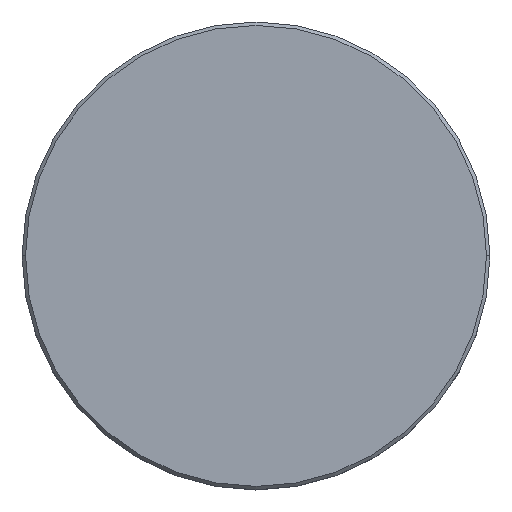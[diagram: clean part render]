
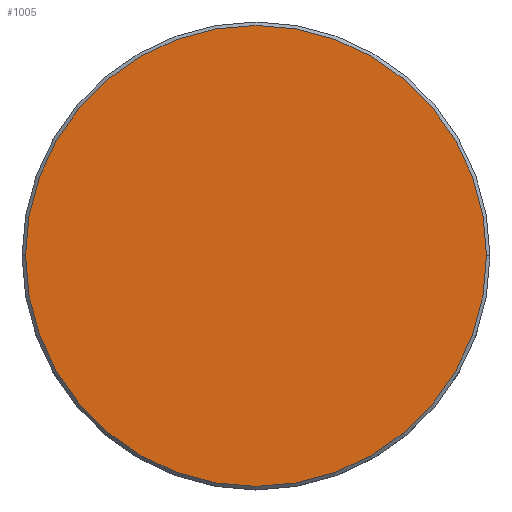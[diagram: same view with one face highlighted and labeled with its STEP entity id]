
A CAD part, top view. The second image highlights one B-rep face of the part: STEP entity #1005.
In plain terms, the highlighted planar face has unit normal (0, 0, 1).
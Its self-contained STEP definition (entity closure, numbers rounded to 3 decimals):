
#2 = CIRCLE ( 'NONE', #1044, 33.5 ) ;
#4 = AXIS2_PLACEMENT_3D ( 'NONE', #82, #725, #986 ) ;
#82 = CARTESIAN_POINT ( 'NONE',  ( 0., 0., 0. ) ) ;
#115 = DIRECTION ( 'NONE',  ( 0., 0., 1. ) ) ;
#163 = PLANE ( 'NONE',  #4 ) ;
#206 = EDGE_LOOP ( 'NONE', ( #845, #334 ) ) ;
#306 = AXIS2_PLACEMENT_3D ( 'NONE', #501, #573, #880 ) ;
#334 = ORIENTED_EDGE ( 'NONE', *, *, #553, .T. ) ;
#346 = VERTEX_POINT ( 'NONE', #960 ) ;
#501 = CARTESIAN_POINT ( 'NONE',  ( 0., 0., 0. ) ) ;
#553 = EDGE_CURVE ( 'NONE', #831, #346, #901, .T. ) ;
#573 = DIRECTION ( 'NONE',  ( 0., 0., 1. ) ) ;
#614 = CARTESIAN_POINT ( 'NONE',  ( 33.5, 0., 0. ) ) ;
#677 = CARTESIAN_POINT ( 'NONE',  ( 0., 0., 0. ) ) ;
#721 = FACE_OUTER_BOUND ( 'NONE', #206, .T. ) ;
#725 = DIRECTION ( 'NONE',  ( 0., 0., 1. ) ) ;
#746 = EDGE_CURVE ( 'NONE', #346, #831, #2, .T. ) ;
#831 = VERTEX_POINT ( 'NONE', #614 ) ;
#845 = ORIENTED_EDGE ( 'NONE', *, *, #746, .T. ) ;
#880 = DIRECTION ( 'NONE',  ( 1., 0., 0. ) ) ;
#901 = CIRCLE ( 'NONE', #306, 33.5 ) ;
#931 = DIRECTION ( 'NONE',  ( 1., 0., 0. ) ) ;
#960 = CARTESIAN_POINT ( 'NONE',  ( -33.5, 0., 0. ) ) ;
#986 = DIRECTION ( 'NONE',  ( 1., 0., 0. ) ) ;
#1005 = ADVANCED_FACE ( 'NONE', ( #721 ), #163, .T. ) ;
#1044 = AXIS2_PLACEMENT_3D ( 'NONE', #677, #115, #931 ) ;
